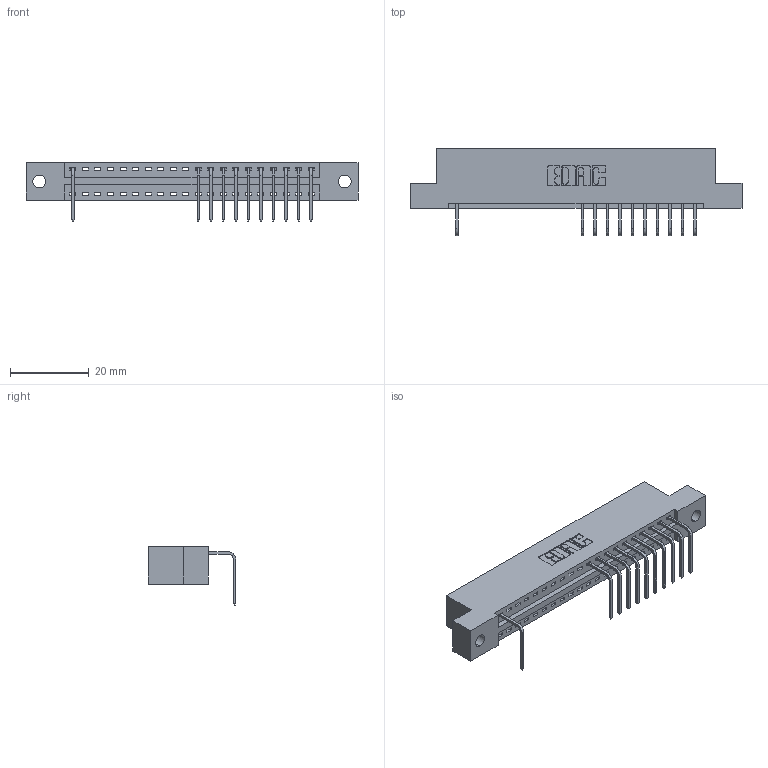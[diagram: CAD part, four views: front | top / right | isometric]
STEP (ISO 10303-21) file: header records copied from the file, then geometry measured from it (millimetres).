
FILE_DESCRIPTION (( 'STEP AP203' ), '1' );
FILE_NAME ('346-020-558-102.STEP', '2018-08-20T22:06:34', ( '' ), ( '' ), 'SwSTEP 2.0', 'SolidWorks 2016', '' );
FILE_SCHEMA (( 'CONFIG_CONTROL_DESIGN' ));
Length unit declared in the file: inch
Products named in the file (3): 346 Part_Flush Mounting Lugs - 0.128 Dia; 345-292-001_558 Tail - 2; 346-020-558-102
Assembly tree (12 placements, depth 2):
  346-020-558-102
    346 Part_Flush Mounting Lugs - 0.128 Dia
    345-292-001_558 Tail - 2  x11
Bounding box: 84.07 x 22.16 x 14.73 mm (x, y, z)
Volume: 7793.2 mm3; surface area: 8896.7 mm2
Topology: 12 solids, 12 shells, 890 faces, 2709 edges, 1790 vertices
Faces by surface type: plane 628, cylinder 262
Entity records: 15173 total; most frequent: CARTESIAN_POINT 2655, ORIENTED_EDGE 2618, DIRECTION 2359, EDGE_CURVE 1309, LINE 1097, VECTOR 1097, VERTEX_POINT 870, AXIS2_PLACEMENT_3D 631
